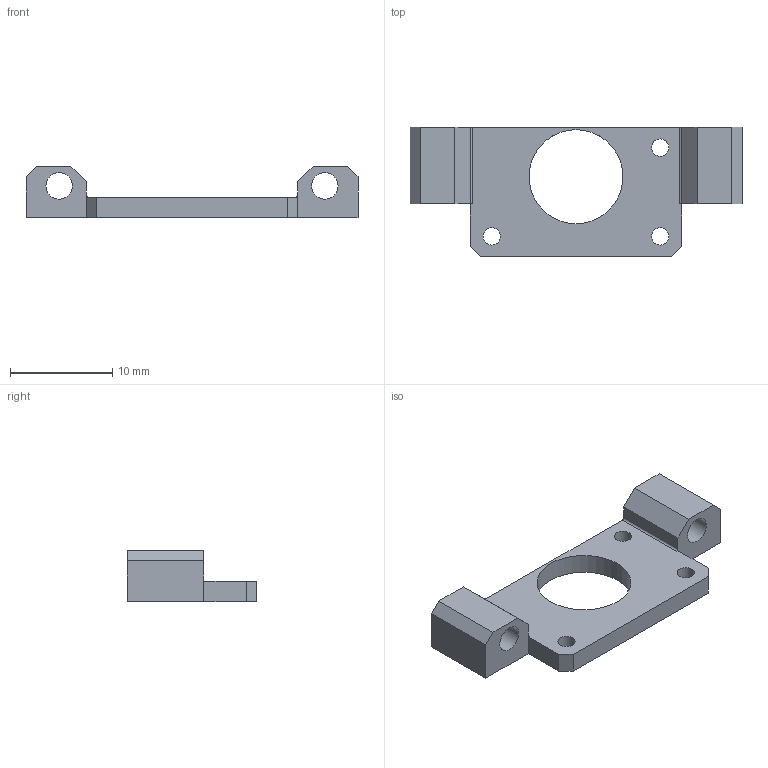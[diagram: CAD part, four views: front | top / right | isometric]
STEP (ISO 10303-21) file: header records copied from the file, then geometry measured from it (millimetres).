
FILE_DESCRIPTION(/* description */ (''),/* implementation_level */ '2;1');
FILE_NAME(/* name */ 'M-9401-0076-02-B.stp',/* time_stamp */ '2015-01-15T13:58:30+00:00',/* author */ (''),/* organization */ (''),/* preprocessor_version */ 'ST-DEVELOPER v11',/* originating_system */ 'SIEMENS PLM Software NX 7.5',/* authorisation */ '');
FILE_SCHEMA (('AUTOMOTIVE_DESIGN { 1 0 10303 214 1 1 1 1 }'));
Length unit declared in the file: millimetre
Products named in the file (1): M-9401-0076-02_B
Bounding box: 32.5 x 12.7 x 5 mm (x, y, z)
Volume: 715.8 mm3; surface area: 1054.9 mm2
Topology: 1 solids, 1 shells, 28 faces, 79 edges, 53 vertices
Faces by surface type: plane 20, cylinder 8
Full cylindrical faces by diameter (mm): 1.7 x3, 2.6 x2, 9.2 x1
Entity records: 916 total; most frequent: CARTESIAN_POINT 153, DIRECTION 146, ORIENTED_EDGE 144, EDGE_CURVE 72, LINE 56, VECTOR 56, VERTEX_POINT 52, EDGE_LOOP 46
